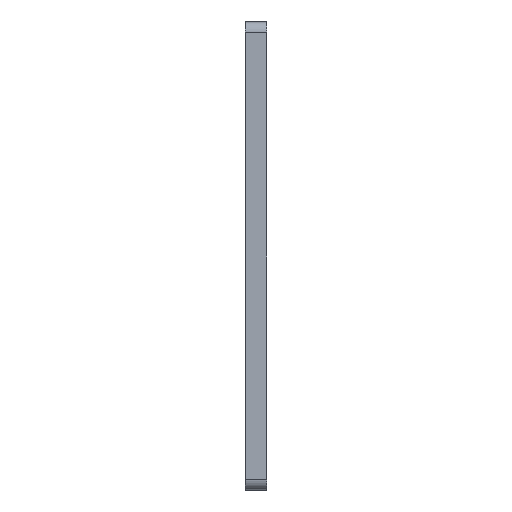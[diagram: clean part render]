
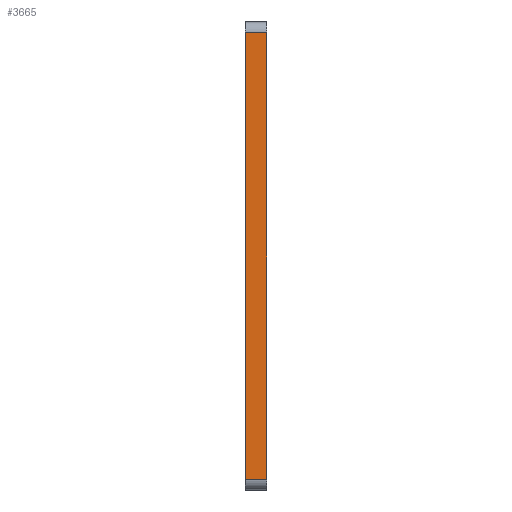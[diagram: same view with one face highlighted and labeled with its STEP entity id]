
A CAD part, left-side view. The second image highlights one B-rep face of the part: STEP entity #3665.
In plain terms, the highlighted planar face has unit normal (-1, 0, 0).
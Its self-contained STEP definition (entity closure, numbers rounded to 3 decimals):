
#2047=CARTESIAN_POINT('',(-721.8,-76.,417.855));
#2048=VERTEX_POINT('',#2047);
#2056=CARTESIAN_POINT('',(-721.8,-76.,502.805));
#2057=VERTEX_POINT('',#2056);
#2058=CARTESIAN_POINT('',(-721.8,-76.,502.805));
#2059=DIRECTION('',(0.,0.,-1.));
#2060=VECTOR('',#2059,84.95);
#2061=LINE('',#2058,#2060);
#2062=EDGE_CURVE('',#2057,#2048,#2061,.T.);
#3635=CARTESIAN_POINT('',(-721.8,-79.,449.225));
#3636=DIRECTION('',(1.,0.,0.));
#3637=DIRECTION('',(-0.,1.,0.));
#3638=AXIS2_PLACEMENT_3D('',#3635,#3636,#3637);
#3639=PLANE('',#3638);
#3640=CARTESIAN_POINT('',(-721.8,-80.,417.855));
#3641=VERTEX_POINT('',#3640);
#3642=CARTESIAN_POINT('',(-721.8,-76.,417.855));
#3643=DIRECTION('',(0.,-1.,-0.));
#3644=VECTOR('',#3643,4.);
#3645=LINE('',#3642,#3644);
#3646=EDGE_CURVE('',#2048,#3641,#3645,.T.);
#3647=ORIENTED_EDGE('',*,*,#3646,.T.);
#3648=CARTESIAN_POINT('',(-721.8,-80.,502.805));
#3649=VERTEX_POINT('',#3648);
#3650=CARTESIAN_POINT('',(-721.8,-80.,502.805));
#3651=DIRECTION('',(0.,0.,-1.));
#3652=VECTOR('',#3651,84.95);
#3653=LINE('',#3650,#3652);
#3654=EDGE_CURVE('',#3649,#3641,#3653,.T.);
#3655=ORIENTED_EDGE('',*,*,#3654,.F.);
#3656=CARTESIAN_POINT('',(-721.8,-80.,502.805));
#3657=DIRECTION('',(-0.,1.,0.));
#3658=VECTOR('',#3657,4.);
#3659=LINE('',#3656,#3658);
#3660=EDGE_CURVE('',#3649,#2057,#3659,.T.);
#3661=ORIENTED_EDGE('',*,*,#3660,.T.);
#3662=ORIENTED_EDGE('',*,*,#2062,.T.);
#3663=EDGE_LOOP('',(#3647,#3655,#3661,#3662));
#3664=FACE_BOUND('',#3663,.T.);
#3665=ADVANCED_FACE('',(#3664),#3639,.F.);
